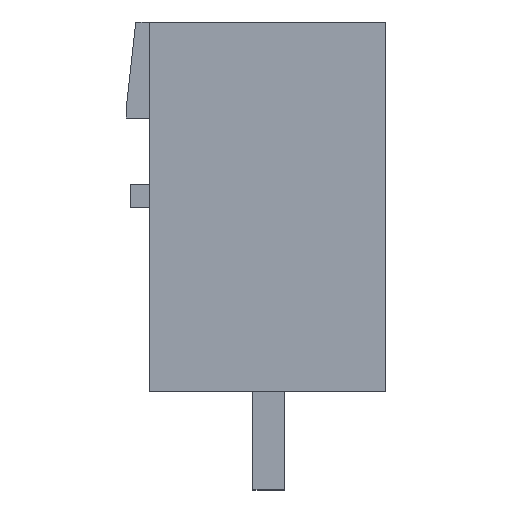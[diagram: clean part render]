
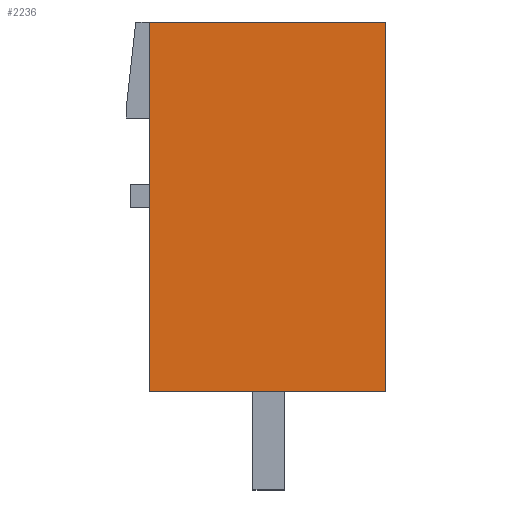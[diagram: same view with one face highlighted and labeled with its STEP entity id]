
A CAD part, left-side view. The second image highlights one B-rep face of the part: STEP entity #2236.
In plain terms, the highlighted planar face has unit normal (-1, 0, 0).
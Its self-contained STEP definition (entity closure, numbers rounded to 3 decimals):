
#2216=AXIS2_PLACEMENT_3D('Plane Axis2P3D',#2213,#2214,#2215) ;
#913=CARTESIAN_POINT('Vertex',(0.,0.,3.2)) ;
#916=CARTESIAN_POINT('Line Origine',(0.,3.84,3.2)) ;
#920=CARTESIAN_POINT('Vertex',(0.,7.68,3.2)) ;
#1357=CARTESIAN_POINT('Vertex',(0.,0.,15.2)) ;
#1360=CARTESIAN_POINT('Line Origine',(0.,0.,9.2)) ;
#2213=CARTESIAN_POINT('Axis2P3D Location',(0.,-1.5,3.2)) ;
#2218=CARTESIAN_POINT('Line Origine',(0.,7.68,9.2)) ;
#2222=CARTESIAN_POINT('Vertex',(0.,7.68,15.2)) ;
#2225=CARTESIAN_POINT('Line Origine',(0.,3.84,15.2)) ;
#917=DIRECTION('Vector Direction',(0.,-1.,0.)) ;
#1361=DIRECTION('Vector Direction',(0.,0.,-1.)) ;
#2214=DIRECTION('Axis2P3D Direction',(-1.,0.,0.)) ;
#2215=DIRECTION('Axis2P3D XDirection',(0.,0.,1.)) ;
#2219=DIRECTION('Vector Direction',(0.,0.,-1.)) ;
#2226=DIRECTION('Vector Direction',(0.,-1.,0.)) ;
#918=VECTOR('Line Direction',#917,1.) ;
#1362=VECTOR('Line Direction',#1361,1.) ;
#2220=VECTOR('Line Direction',#2219,1.) ;
#2227=VECTOR('Line Direction',#2226,1.) ;
#2231=ORIENTED_EDGE('',*,*,#2224,.T.) ;
#2232=ORIENTED_EDGE('',*,*,#922,.T.) ;
#2233=ORIENTED_EDGE('',*,*,#1364,.T.) ;
#2234=ORIENTED_EDGE('',*,*,#2229,.T.) ;
#2236=ADVANCED_FACE('HOUSING',(#2235),#2217,.T.) ;
#922=EDGE_CURVE('',#921,#914,#919,.T.) ;
#1364=EDGE_CURVE('',#914,#1358,#1363,.F.) ;
#2224=EDGE_CURVE('',#2223,#921,#2221,.T.) ;
#2229=EDGE_CURVE('',#1358,#2223,#2228,.F.) ;
#2230=EDGE_LOOP('',(#2231,#2232,#2233,#2234)) ;
#2235=FACE_OUTER_BOUND('',#2230,.T.) ;
#919=LINE('Line',#916,#918) ;
#1363=LINE('Line',#1360,#1362) ;
#2221=LINE('Line',#2218,#2220) ;
#2228=LINE('Line',#2225,#2227) ;
#2217=PLANE('',#2216) ;
#914=VERTEX_POINT('',#913) ;
#921=VERTEX_POINT('',#920) ;
#1358=VERTEX_POINT('',#1357) ;
#2223=VERTEX_POINT('',#2222) ;
